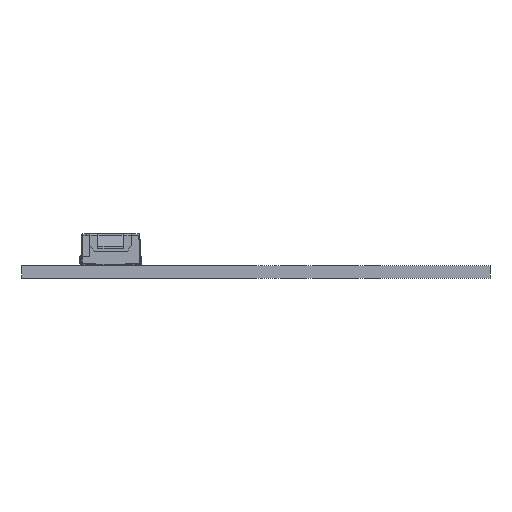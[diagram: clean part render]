
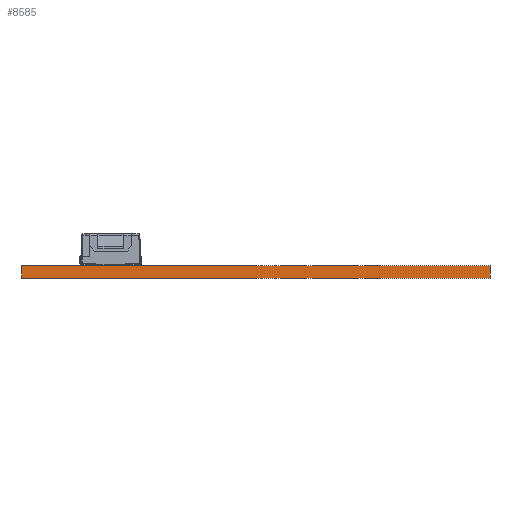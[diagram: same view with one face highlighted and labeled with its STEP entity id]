
A CAD part, front view. The second image highlights one B-rep face of the part: STEP entity #8585.
In plain terms, the highlighted planar face has unit normal (0, -1, 0).
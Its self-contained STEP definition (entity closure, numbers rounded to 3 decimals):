
#8585 = ADVANCED_FACE('',(#8586),#8620,.T.);
#8586 = FACE_BOUND('',#8587,.T.);
#8587 = EDGE_LOOP('',(#8588,#8598,#8606,#8614));
#8588 = ORIENTED_EDGE('',*,*,#8589,.T.);
#8589 = EDGE_CURVE('',#8590,#8592,#8594,.T.);
#8590 = VERTEX_POINT('',#8591);
#8591 = CARTESIAN_POINT('',(192.75,-137.95,0.));
#8592 = VERTEX_POINT('',#8593);
#8593 = CARTESIAN_POINT('',(192.75,-137.95,1.51));
#8594 = LINE('',#8595,#8596);
#8595 = CARTESIAN_POINT('',(192.75,-137.95,0.));
#8596 = VECTOR('',#8597,1.);
#8597 = DIRECTION('',(0.,0.,1.));
#8598 = ORIENTED_EDGE('',*,*,#8599,.T.);
#8599 = EDGE_CURVE('',#8592,#8600,#8602,.T.);
#8600 = VERTEX_POINT('',#8601);
#8601 = CARTESIAN_POINT('',(136.3,-137.95,1.51));
#8602 = LINE('',#8603,#8604);
#8603 = CARTESIAN_POINT('',(192.75,-137.95,1.51));
#8604 = VECTOR('',#8605,1.);
#8605 = DIRECTION('',(-1.,0.,0.));
#8606 = ORIENTED_EDGE('',*,*,#8607,.F.);
#8607 = EDGE_CURVE('',#8608,#8600,#8610,.T.);
#8608 = VERTEX_POINT('',#8609);
#8609 = CARTESIAN_POINT('',(136.3,-137.95,0.));
#8610 = LINE('',#8611,#8612);
#8611 = CARTESIAN_POINT('',(136.3,-137.95,0.));
#8612 = VECTOR('',#8613,1.);
#8613 = DIRECTION('',(0.,0.,1.));
#8614 = ORIENTED_EDGE('',*,*,#8615,.F.);
#8615 = EDGE_CURVE('',#8590,#8608,#8616,.T.);
#8616 = LINE('',#8617,#8618);
#8617 = CARTESIAN_POINT('',(192.75,-137.95,0.));
#8618 = VECTOR('',#8619,1.);
#8619 = DIRECTION('',(-1.,0.,0.));
#8620 = PLANE('',#8621);
#8621 = AXIS2_PLACEMENT_3D('',#8622,#8623,#8624);
#8622 = CARTESIAN_POINT('',(192.75,-137.95,0.));
#8623 = DIRECTION('',(0.,-1.,0.));
#8624 = DIRECTION('',(-1.,0.,0.));
